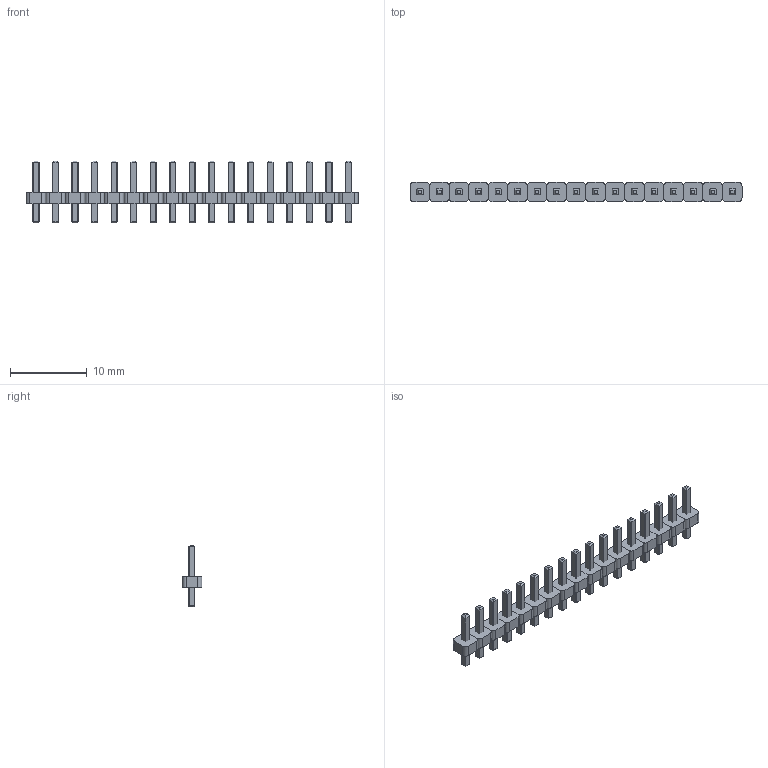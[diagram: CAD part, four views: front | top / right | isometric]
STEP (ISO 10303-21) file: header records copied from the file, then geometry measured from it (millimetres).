
FILE_DESCRIPTION(/* description */ (''),/* implementation_level */ '2;1');
FILE_NAME(/* name */ 'PIN_0.8mm_17x1.step',/* time_stamp */ '2019-04-17T23:26:10+03:00',/* author */ (''),/* organization */ (''),/* preprocessor_version */ 'ST-DEVELOPER v17.2',/* originating_system */ 'Autodesk Translation Framework v7.6.0.251',/* authorisation */ '');
FILE_SCHEMA (('AP203_CONFIGURATION_CONTROLLED_3D_DESIGN_OF_MECHANICAL_PARTS_AND_ASSEMBLIES_MIM_LF { 1 0 10303 203 3 1 4 }','AUTOMOTIVE_DESIGN { 1 0 10303 214 3 1 1 }'));
Length unit declared in the file: millimetre
Products named in the file (2): (Unsaved); PIN_0
Assembly tree (1 placements, depth 2):
  (Unsaved)
    PIN_0
Bounding box: 43.18 x 2.54 x 8 mm (x, y, z)
Volume: 233.8 mm3; surface area: 924.5 mm2
Topology: 34 solids, 34 shells, 561 faces, 1428 edges, 952 vertices
Faces by surface type: plane 493, cylinder 68
Entity records: 16732 total; most frequent: CARTESIAN_POINT 2944, ORIENTED_EDGE 2856, DIRECTION 2692, EDGE_CURVE 1428, LINE 1292, VECTOR 1292, VERTEX_POINT 952, AXIS2_PLACEMENT_3D 700
